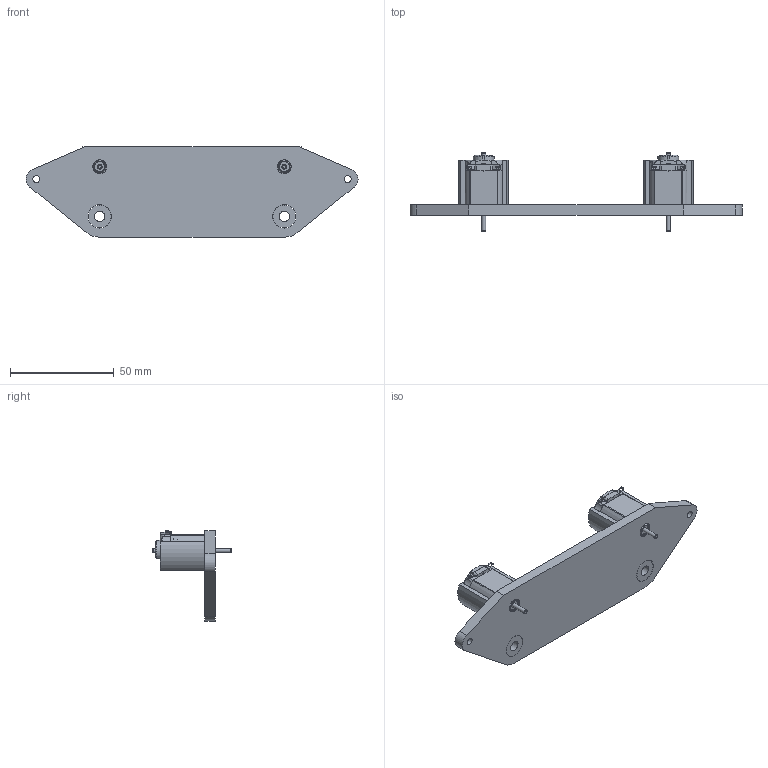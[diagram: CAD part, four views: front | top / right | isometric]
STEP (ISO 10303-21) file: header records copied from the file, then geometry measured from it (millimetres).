
FILE_DESCRIPTION(/* description */ (''),/* implementation_level */ '2;1');
FILE_NAME(/* name */ 'Two Motor Flywheel v3.step',/* time_stamp */ '2024-07-15T03:24:33-04:00',/* author */ (''),/* organization */ (''),/* preprocessor_version */ 'ST-DEVELOPER v20',/* originating_system */ 'Autodesk Translation Framework v13.14.0.145',/* authorisation */ '');
FILE_SCHEMA (('AUTOMOTIVE_DESIGN { 1 0 10303 214 3 1 1 }'));
Length unit declared in the file: millimetre
Products named in the file (12): Two Motor Flywheel; type_fa130; type_fa130_1; housing; endbell; brushholder; brush; bush; shaft; Motor and Flywheel Mount; 11mm OD 5mm ID Bearing; 11mm OD 5mm ID Bearing (1)
Assembly tree (19 placements, depth 3):
  Two Motor Flywheel
    type_fa130
      housing
      endbell
      brushholder
      brush  x2
      bush
      shaft
    type_fa130_1
      housing
      endbell
      brushholder
      brush  x2
      bush
      shaft
    Motor and Flywheel Mount
    11mm OD 5mm ID Bearing
    11mm OD 5mm ID Bearing (1)
Bounding box: 159.99 x 38 x 43.55 mm (x, y, z)
Volume: 33608.2 mm3; surface area: 28214.1 mm2
Topology: 17 solids, 17 shells, 816 faces, 2158 edges, 1350 vertices
Faces by surface type: plane 348, cylinder 238, bspline 144, torus 38, cone 24, sphere 24
Full cylindrical faces by diameter (mm): 2 x4, 2.1 x4, 3.3 x2, 4 x2, 5 x2, 5.45 x2, 5.55 x2, 6.15 x2, 6.8 x2, 11 x2, 11.2 x2
Entity records: 17066 total; most frequent: CARTESIAN_POINT 7321, ORIENTED_EDGE 1998, DIRECTION 1952, EDGE_CURVE 999, AXIS2_PLACEMENT_3D 700, VERTEX_POINT 637, LINE 552, VECTOR 552
